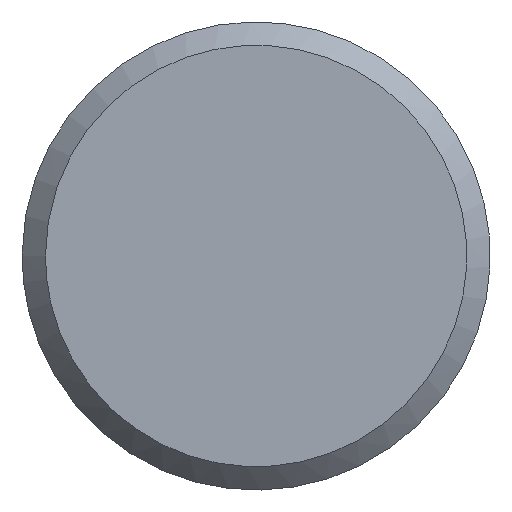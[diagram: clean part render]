
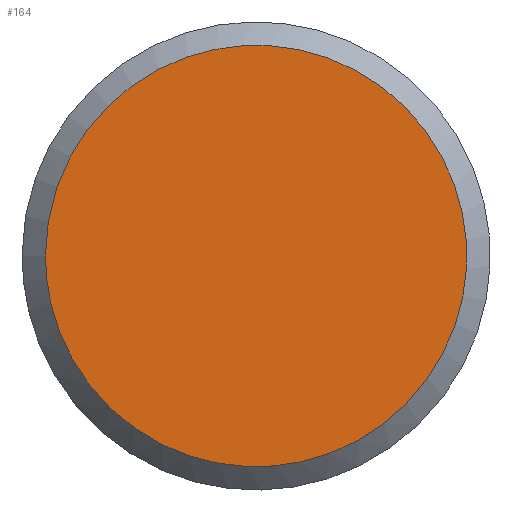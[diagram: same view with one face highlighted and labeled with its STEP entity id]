
A CAD part, left-side view. The second image highlights one B-rep face of the part: STEP entity #164.
In plain terms, the highlighted free-form (B-spline) face has degree [1, 1] with [2, 2] control points.
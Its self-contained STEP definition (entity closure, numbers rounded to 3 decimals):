
#102 = CARTESIAN_POINT ('', (-27., 1.8, 0.));
#103 = VERTEX_POINT ('', #102);
#109 = CARTESIAN_POINT ('', (-27., 1.8, 0.));
#110 = CARTESIAN_POINT ('', (-27., 1.8, 1.8));
#111 = CARTESIAN_POINT ('', (-27., 0., 1.8));
#112 = CARTESIAN_POINT ('', (-27., -1.8, 1.8));
#113 = CARTESIAN_POINT ('', (-27., -1.8, 0.));
#114 = CARTESIAN_POINT ('', (-27., -1.8, -1.8));
#115 = CARTESIAN_POINT ('', (-27., 0., -1.8));
#116 = CARTESIAN_POINT ('', (-27., 1.8, -1.8));
#117 = CARTESIAN_POINT ('', (-27., 1.8, 0.));
#118 = (
   BOUNDED_CURVE ()
   B_SPLINE_CURVE (2, (#109, #110, #111, #112, #113, #114, #115, #116, #117), .UNSPECIFIED., .T., .U.)
   B_SPLINE_CURVE_WITH_KNOTS ((3, 2, 2, 2, 3), (0., 0.25, 0.5, 0.75, 1.), .UNSPECIFIED.)
   CURVE ()
   GEOMETRIC_REPRESENTATION_ITEM ()
   RATIONAL_B_SPLINE_CURVE ((1., 0.707, 1., 0.707, 1., 0.707, 1., 0.707, 1.))
   REPRESENTATION_ITEM ('')
);
#119 = EDGE_CURVE ('', #103, #103, #118, .T.);
#156 = ORIENTED_EDGE ('', *, *, #119, .F.);
#157 = EDGE_LOOP ('', (#156));
#158 = FACE_OUTER_BOUND ('', #157, .T.);
#159 = CARTESIAN_POINT ('', (-27., -1.8, -1.8));
#160 = CARTESIAN_POINT ('', (-27., 1.8, -1.8));
#161 = CARTESIAN_POINT ('', (-27., -1.8, 1.8));
#162 = CARTESIAN_POINT ('', (-27., 1.8, 1.8));
#163 = B_SPLINE_SURFACE_WITH_KNOTS ('', 1, 1, ((#159, #160), (#161, #162)), .UNSPECIFIED., .F., .F., .U., (2, 2), (2, 2), (0.179, 0.821), (0.179, 0.821), .UNSPECIFIED.);
#164 = ADVANCED_FACE ('', (#158), #163, .T.);
